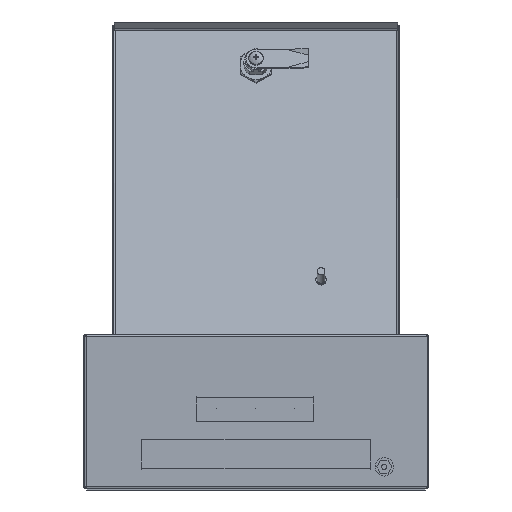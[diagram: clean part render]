
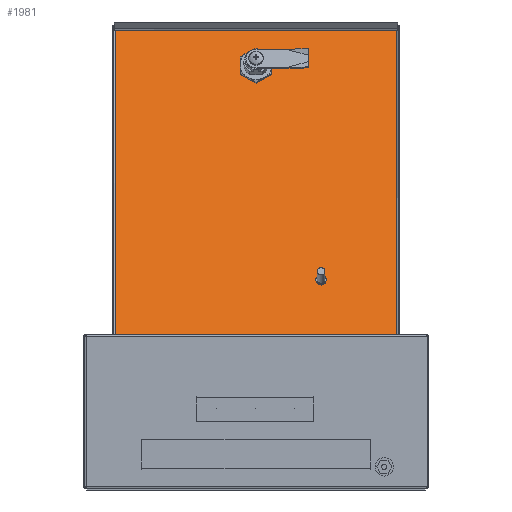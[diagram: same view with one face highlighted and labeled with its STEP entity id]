
A CAD part, left-side view. The second image highlights one B-rep face of the part: STEP entity #1981.
In plain terms, the highlighted face is planar.
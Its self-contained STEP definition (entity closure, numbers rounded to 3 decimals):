
#1 = VERTEX_POINT ( 'NONE', #6902 ) ;
#34 = CARTESIAN_POINT ( 'NONE',  ( -110.25, -4.71, 0. ) ) ;
#323 = VERTEX_POINT ( 'NONE', #7367 ) ;
#358 = CARTESIAN_POINT ( 'NONE',  ( -133., 108.2, 0. ) ) ;
#440 = VERTEX_POINT ( 'NONE', #2308 ) ;
#584 = FACE_OUTER_BOUND ( 'NONE', #13823, .T. ) ;
#766 = CARTESIAN_POINT ( 'NONE',  ( 73., -50., 0. ) ) ;
#1981 = ADVANCED_FACE ( 'NONE', ( #2108, #7903, #584 ), #4948, .F. ) ;
#2108 = FACE_BOUND ( 'NONE', #10813, .T. ) ;
#2308 = CARTESIAN_POINT ( 'NONE',  ( -131.2, -108.2, 0. ) ) ;
#2389 = DIRECTION ( 'NONE',  ( 0., 0., 1. ) ) ;
#2596 = CARTESIAN_POINT ( 'NONE',  ( -110.25, -4.71, 0. ) ) ;
#2599 = VERTEX_POINT ( 'NONE', #16950 ) ;
#2650 = DIRECTION ( 'NONE',  ( 0., 0., -1. ) ) ;
#2747 = AXIS2_PLACEMENT_3D ( 'NONE', #3983, #2650, #18335 ) ;
#2974 = DIRECTION ( 'NONE',  ( 0., 1., 0. ) ) ;
#3210 = EDGE_CURVE ( 'NONE', #323, #14402, #10405, .T. ) ;
#3451 = DIRECTION ( 'NONE',  ( -1., 0., 0. ) ) ;
#3903 = DIRECTION ( 'NONE',  ( 0., 0., -1. ) ) ;
#3952 = ORIENTED_EDGE ( 'NONE', *, *, #17388, .F. ) ;
#3973 = CIRCLE ( 'NONE', #13370, 9.5 ) ;
#3983 = CARTESIAN_POINT ( 'NONE',  ( -102., 0., 0. ) ) ;
#4088 = ORIENTED_EDGE ( 'NONE', *, *, #18755, .T. ) ;
#4101 = EDGE_CURVE ( 'NONE', #440, #16597, #17756, .T. ) ;
#4291 = DIRECTION ( 'NONE',  ( 0., -1., 0. ) ) ;
#4317 = ORIENTED_EDGE ( 'NONE', *, *, #4101, .T. ) ;
#4503 = DIRECTION ( 'NONE',  ( 0., -1., 0. ) ) ;
#4948 = PLANE ( 'NONE',  #15173 ) ;
#5043 = CARTESIAN_POINT ( 'NONE',  ( -133., -110., 0. ) ) ;
#6113 = LINE ( 'NONE', #34, #8012 ) ;
#6235 = LINE ( 'NONE', #358, #18250 ) ;
#6473 = ORIENTED_EDGE ( 'NONE', *, *, #3210, .F. ) ;
#6531 = EDGE_CURVE ( 'NONE', #11639, #11639, #8382, .T. ) ;
#6820 = ORIENTED_EDGE ( 'NONE', *, *, #13163, .T. ) ;
#6902 = CARTESIAN_POINT ( 'NONE',  ( 131.2, 108.2, 0. ) ) ;
#6968 = CARTESIAN_POINT ( 'NONE',  ( -93.75, -4.71, 0. ) ) ;
#7367 = CARTESIAN_POINT ( 'NONE',  ( -93.75, 4.71, 0. ) ) ;
#7903 = FACE_BOUND ( 'NONE', #15940, .T. ) ;
#8012 = VECTOR ( 'NONE', #2974, 1000. ) ;
#8382 = CIRCLE ( 'NONE', #18397, 0.5 ) ;
#8838 = VECTOR ( 'NONE', #4291, 1000. ) ;
#9405 = CARTESIAN_POINT ( 'NONE',  ( -110.25, 4.71, 0. ) ) ;
#9702 = DIRECTION ( 'NONE',  ( -1., 0., 0. ) ) ;
#10405 = LINE ( 'NONE', #16184, #16641 ) ;
#10741 = ORIENTED_EDGE ( 'NONE', *, *, #6531, .F. ) ;
#10756 = DIRECTION ( 'NONE',  ( 1., 0., 0. ) ) ;
#10774 = VERTEX_POINT ( 'NONE', #9405 ) ;
#10813 = EDGE_LOOP ( 'NONE', ( #10741 ) ) ;
#11389 = DIRECTION ( 'NONE',  ( 1., 0., 0. ) ) ;
#11639 = VERTEX_POINT ( 'NONE', #18761 ) ;
#12529 = CARTESIAN_POINT ( 'NONE',  ( -102., 0., 0. ) ) ;
#13163 = EDGE_CURVE ( 'NONE', #2599, #440, #16378, .T. ) ;
#13370 = AXIS2_PLACEMENT_3D ( 'NONE', #12529, #18518, #11389 ) ;
#13662 = CIRCLE ( 'NONE', #2747, 9.5 ) ;
#13823 = EDGE_LOOP ( 'NONE', ( #4317, #4088, #16175, #6820 ) ) ;
#14402 = VERTEX_POINT ( 'NONE', #6968 ) ;
#14516 = DIRECTION ( 'NONE',  ( 0., 1., 0. ) ) ;
#14539 = EDGE_CURVE ( 'NONE', #15601, #10774, #6113, .T. ) ;
#14664 = CARTESIAN_POINT ( 'NONE',  ( 133., -108.2, 0. ) ) ;
#14821 = LINE ( 'NONE', #17307, #8838 ) ;
#14963 = DIRECTION ( 'NONE',  ( 1., 0., 0. ) ) ;
#15173 = AXIS2_PLACEMENT_3D ( 'NONE', #5043, #2389, #10756 ) ;
#15601 = VERTEX_POINT ( 'NONE', #2596 ) ;
#15940 = EDGE_LOOP ( 'NONE', ( #18380, #3952, #6473, #18395 ) ) ;
#16038 = EDGE_CURVE ( 'NONE', #10774, #323, #3973, .T. ) ;
#16175 = ORIENTED_EDGE ( 'NONE', *, *, #18407, .T. ) ;
#16184 = CARTESIAN_POINT ( 'NONE',  ( -93.75, -4.71, 0. ) ) ;
#16378 = LINE ( 'NONE', #14664, #17995 ) ;
#16417 = VECTOR ( 'NONE', #14516, 1000. ) ;
#16597 = VERTEX_POINT ( 'NONE', #17164 ) ;
#16641 = VECTOR ( 'NONE', #4503, 1000. ) ;
#16950 = CARTESIAN_POINT ( 'NONE',  ( 131.2, -108.2, 0. ) ) ;
#17164 = CARTESIAN_POINT ( 'NONE',  ( -131.2, 108.2, 0. ) ) ;
#17307 = CARTESIAN_POINT ( 'NONE',  ( 131.2, 1440., 0. ) ) ;
#17388 = EDGE_CURVE ( 'NONE', #14402, #15601, #13662, .T. ) ;
#17662 = CARTESIAN_POINT ( 'NONE',  ( -131.2, -110., 0. ) ) ;
#17756 = LINE ( 'NONE', #17662, #16417 ) ;
#17995 = VECTOR ( 'NONE', #3451, 1000. ) ;
#18250 = VECTOR ( 'NONE', #14963, 1000. ) ;
#18335 = DIRECTION ( 'NONE',  ( 1., 0., 0. ) ) ;
#18380 = ORIENTED_EDGE ( 'NONE', *, *, #14539, .F. ) ;
#18395 = ORIENTED_EDGE ( 'NONE', *, *, #16038, .F. ) ;
#18397 = AXIS2_PLACEMENT_3D ( 'NONE', #766, #3903, #9702 ) ;
#18407 = EDGE_CURVE ( 'NONE', #1, #2599, #14821, .T. ) ;
#18518 = DIRECTION ( 'NONE',  ( 0., 0., -1. ) ) ;
#18755 = EDGE_CURVE ( 'NONE', #16597, #1, #6235, .T. ) ;
#18761 = CARTESIAN_POINT ( 'NONE',  ( 72.5, -50., 0. ) ) ;
